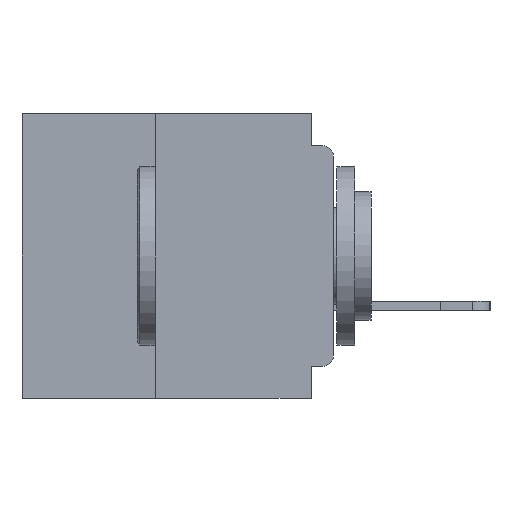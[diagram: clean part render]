
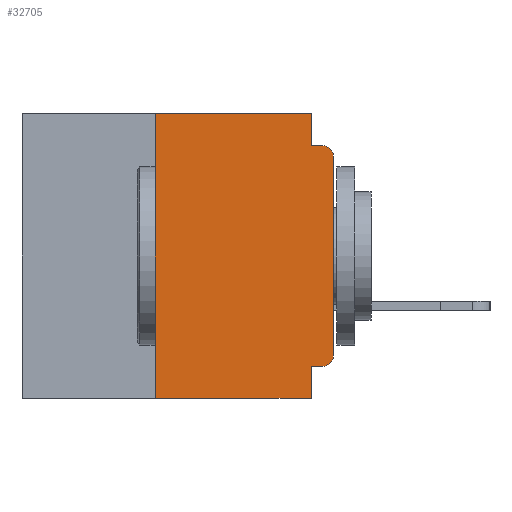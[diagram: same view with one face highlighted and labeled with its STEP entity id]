
A CAD part, left-side view. The second image highlights one B-rep face of the part: STEP entity #32705.
In plain terms, the highlighted planar face has unit normal (-1, 0, 0).
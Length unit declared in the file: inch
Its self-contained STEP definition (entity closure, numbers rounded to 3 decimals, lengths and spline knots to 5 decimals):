
#846 = CARTESIAN_POINT ( 'NONE',  ( 0., 0., -0.355 ) ) ;
#951 = DIRECTION ( 'NONE',  ( 0., -1., 0. ) ) ;
#3070 = AXIS2_PLACEMENT_3D ( 'NONE', #36450, #7704, #41221 ) ;
#3247 = DIRECTION ( 'NONE',  ( -1., 0., 0. ) ) ;
#3254 = VECTOR ( 'NONE', #40458, 39.37008 ) ;
#3438 = CARTESIAN_POINT ( 'NONE',  ( 0., 0., 0. ) ) ;
#4087 = AXIS2_PLACEMENT_3D ( 'NONE', #32027, #3247, #36836 ) ;
#6562 = VERTEX_POINT ( 'NONE', #31438 ) ;
#7157 = LINE ( 'NONE', #39337, #18424 ) ;
#7704 = DIRECTION ( 'NONE',  ( -1., 0., 0. ) ) ;
#8912 = CIRCLE ( 'NONE', #3070, 0.015 ) ;
#9509 = CARTESIAN_POINT ( 'NONE',  ( 0., 0.25, -0.4 ) ) ;
#9512 = ORIENTED_EDGE ( 'NONE', *, *, #17112, .T. ) ;
#10877 = VERTEX_POINT ( 'NONE', #21067 ) ;
#12029 = PLANE ( 'NONE',  #46610 ) ;
#12128 = VECTOR ( 'NONE', #23448, 39.37008 ) ;
#12327 = EDGE_CURVE ( 'NONE', #42990, #50898, #47798, .T. ) ;
#13523 = VERTEX_POINT ( 'NONE', #37113 ) ;
#15327 = ORIENTED_EDGE ( 'NONE', *, *, #26660, .F. ) ;
#16864 = CARTESIAN_POINT ( 'NONE',  ( 0., 0.437, 0. ) ) ;
#17112 = EDGE_CURVE ( 'NONE', #44777, #10877, #8912, .T. ) ;
#17824 = VECTOR ( 'NONE', #40877, 39.37008 ) ;
#18207 = CARTESIAN_POINT ( 'NONE',  ( 0., 0., -0.06 ) ) ;
#18424 = VECTOR ( 'NONE', #951, 39.37008 ) ;
#19139 = CARTESIAN_POINT ( 'NONE',  ( 0., 0.25, 0. ) ) ;
#19829 = ORIENTED_EDGE ( 'NONE', *, *, #57132, .T. ) ;
#20581 = ORIENTED_EDGE ( 'NONE', *, *, #43058, .F. ) ;
#21067 = CARTESIAN_POINT ( 'NONE',  ( 0., 0., -0.34 ) ) ;
#21682 = DIRECTION ( 'NONE',  ( 1., 0., 0. ) ) ;
#23448 = DIRECTION ( 'NONE',  ( 0., 0., -1. ) ) ;
#23666 = CARTESIAN_POINT ( 'NONE',  ( 0., 0.015, -0.355 ) ) ;
#24485 = VECTOR ( 'NONE', #27373, 39.37008 ) ;
#26211 = CARTESIAN_POINT ( 'NONE',  ( 0., 0.031, 0. ) ) ;
#26660 = EDGE_CURVE ( 'NONE', #6562, #13523, #50205, .T. ) ;
#27373 = DIRECTION ( 'NONE',  ( 0., 0., 1. ) ) ;
#27672 = CARTESIAN_POINT ( 'NONE',  ( 0., 0.015, -0.045 ) ) ;
#31065 = CARTESIAN_POINT ( 'NONE',  ( 0., 0.25, -0.4 ) ) ;
#31438 = CARTESIAN_POINT ( 'NONE',  ( 0., 0.031, -0.355 ) ) ;
#31883 = ORIENTED_EDGE ( 'NONE', *, *, #12327, .T. ) ;
#32027 = CARTESIAN_POINT ( 'NONE',  ( 0., 0.015, -0.06 ) ) ;
#32705 = ADVANCED_FACE ( 'NONE', ( #59206 ), #12029, .F. ) ;
#32895 = CARTESIAN_POINT ( 'NONE',  ( 0., 0.031, 0. ) ) ;
#36099 = CARTESIAN_POINT ( 'NONE',  ( 0., 0.437, -0.4 ) ) ;
#36450 = CARTESIAN_POINT ( 'NONE',  ( 0., 0.015, -0.34 ) ) ;
#36836 = DIRECTION ( 'NONE',  ( 0., 0., -1. ) ) ;
#37113 = CARTESIAN_POINT ( 'NONE',  ( 0., 0.031, -0.4 ) ) ;
#37463 = VERTEX_POINT ( 'NONE', #26211 ) ;
#37660 = LINE ( 'NONE', #32895, #12128 ) ;
#39337 = CARTESIAN_POINT ( 'NONE',  ( 0., 0.437, 0. ) ) ;
#40458 = DIRECTION ( 'NONE',  ( 0., 0., 1. ) ) ;
#40877 = DIRECTION ( 'NONE',  ( 0., -1., 0. ) ) ;
#41221 = DIRECTION ( 'NONE',  ( 0., 0., -1. ) ) ;
#41979 = DIRECTION ( 'NONE',  ( 0., -1., 0. ) ) ;
#42460 = VECTOR ( 'NONE', #58222, 39.37008 ) ;
#42990 = VERTEX_POINT ( 'NONE', #18207 ) ;
#43058 = EDGE_CURVE ( 'NONE', #37463, #58374, #37660, .T. ) ;
#43391 = ORIENTED_EDGE ( 'NONE', *, *, #48751, .F. ) ;
#44777 = VERTEX_POINT ( 'NONE', #23666 ) ;
#45284 = CARTESIAN_POINT ( 'NONE',  ( 0., 0.031, -0.045 ) ) ;
#46084 = EDGE_CURVE ( 'NONE', #44777, #6562, #56625, .T. ) ;
#46610 = AXIS2_PLACEMENT_3D ( 'NONE', #16864, #21682, #55122 ) ;
#47798 = CIRCLE ( 'NONE', #4087, 0.015 ) ;
#48751 = EDGE_CURVE ( 'NONE', #60680, #37463, #7157, .T. ) ;
#50205 = LINE ( 'NONE', #54316, #59876 ) ;
#50751 = EDGE_LOOP ( 'NONE', ( #19829, #31883, #53119, #20581, #43391, #57345, #60856, #15327, #56895, #9512 ) ) ;
#50898 = VERTEX_POINT ( 'NONE', #27672 ) ;
#51387 = LINE ( 'NONE', #3438, #24485 ) ;
#52752 = VECTOR ( 'NONE', #41979, 39.37008 ) ;
#52920 = EDGE_CURVE ( 'NONE', #59855, #13523, #55979, .T. ) ;
#53119 = ORIENTED_EDGE ( 'NONE', *, *, #57968, .F. ) ;
#54185 = LINE ( 'NONE', #31065, #3254 ) ;
#54247 = LINE ( 'NONE', #61152, #52752 ) ;
#54316 = CARTESIAN_POINT ( 'NONE',  ( 0., 0.031, -0.4 ) ) ;
#55122 = DIRECTION ( 'NONE',  ( 0., 0., -1. ) ) ;
#55979 = LINE ( 'NONE', #36099, #17824 ) ;
#56625 = LINE ( 'NONE', #846, #42460 ) ;
#56895 = ORIENTED_EDGE ( 'NONE', *, *, #46084, .F. ) ;
#57132 = EDGE_CURVE ( 'NONE', #10877, #42990, #51387, .T. ) ;
#57345 = ORIENTED_EDGE ( 'NONE', *, *, #58403, .F. ) ;
#57968 = EDGE_CURVE ( 'NONE', #58374, #50898, #54247, .T. ) ;
#58222 = DIRECTION ( 'NONE',  ( 0., 1., 0. ) ) ;
#58374 = VERTEX_POINT ( 'NONE', #45284 ) ;
#58403 = EDGE_CURVE ( 'NONE', #59855, #60680, #54185, .T. ) ;
#59122 = DIRECTION ( 'NONE',  ( 0., 0., -1. ) ) ;
#59206 = FACE_OUTER_BOUND ( 'NONE', #50751, .T. ) ;
#59855 = VERTEX_POINT ( 'NONE', #9509 ) ;
#59876 = VECTOR ( 'NONE', #59122, 39.37008 ) ;
#60680 = VERTEX_POINT ( 'NONE', #19139 ) ;
#60856 = ORIENTED_EDGE ( 'NONE', *, *, #52920, .T. ) ;
#61152 = CARTESIAN_POINT ( 'NONE',  ( 0., 0., -0.045 ) ) ;
